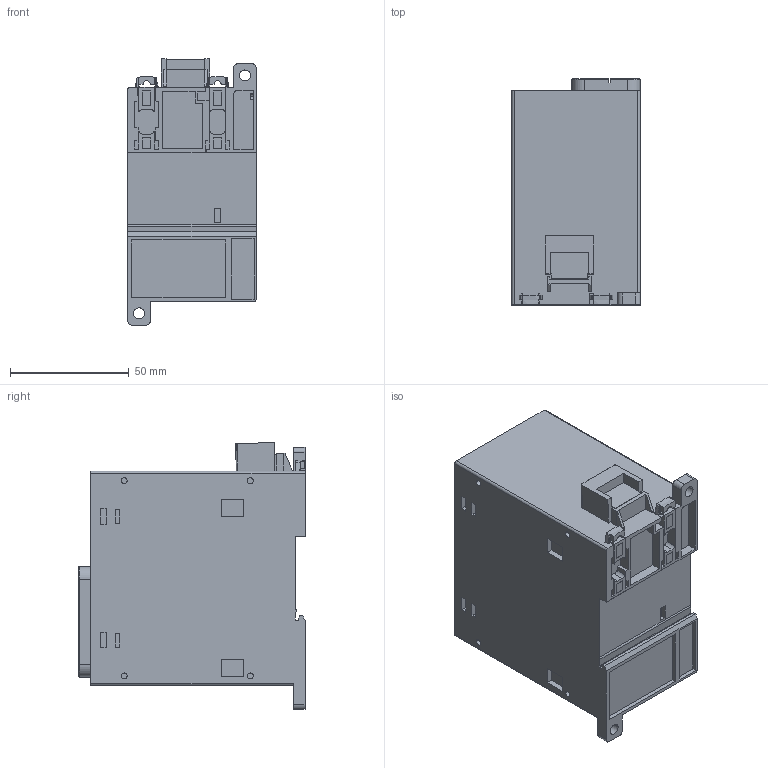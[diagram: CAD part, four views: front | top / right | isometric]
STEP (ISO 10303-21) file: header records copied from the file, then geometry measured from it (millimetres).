
FILE_DESCRIPTION(('STEP AP242'),'1');
FILE_NAME('tm251mese.stp','2018-11-01T20:04:15',('TraceParts'),('TraceParts S.A.'),'Spatial InterOp 3D',' ',' ');
FILE_SCHEMA(('AP242_MANAGED_MODEL_BASED_3D_ENGINEERING_MIM_LF {1 0 10303 442 1 1 4}'));
Length unit declared in the file: millimetre
Products named in the file (1): Corps principal
Bounding box: 54 x 95 x 112 mm (x, y, z)
Volume: 428540.7 mm3; surface area: 43845.9 mm2
Topology: 1 solids, 1 shells, 484 faces, 1299 edges, 856 vertices
Faces by surface type: plane 383, cylinder 79, extrusion 14, torus 8
Entity records: 19016 total; most frequent: CARTESIAN_POINT 2815, ORIENTED_EDGE 2598, DIRECTION 2430, EDGE_CURVE 1299, VECTOR 1112, LINE 1098, VERTEX_POINT 856, AXIS2_PLACEMENT_3D 659
